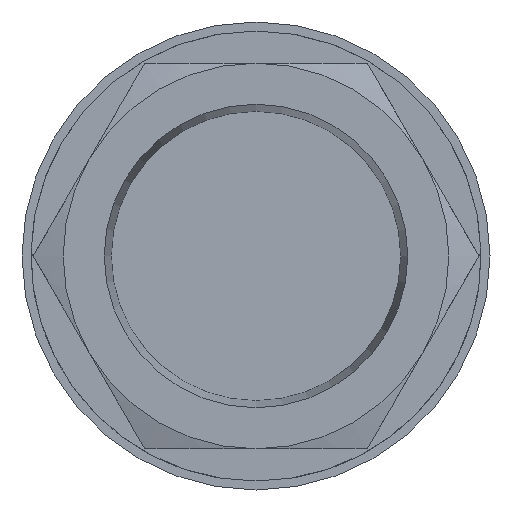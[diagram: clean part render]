
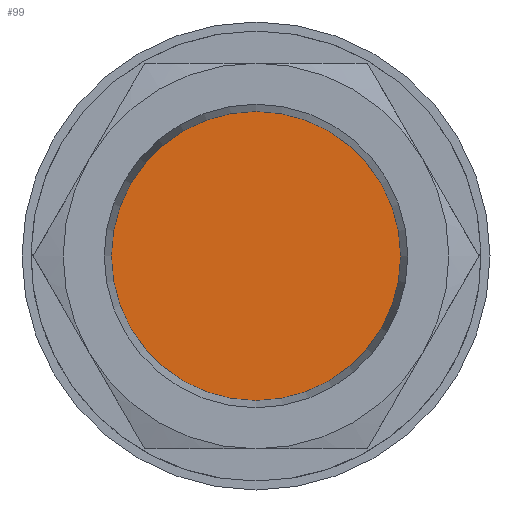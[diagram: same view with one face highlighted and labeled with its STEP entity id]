
A CAD part, left-side view. The second image highlights one B-rep face of the part: STEP entity #99.
In plain terms, the highlighted planar face has unit normal (-1, 0, 0).
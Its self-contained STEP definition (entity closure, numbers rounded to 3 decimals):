
#99 = ADVANCED_FACE( '', ( #205 ), #206, .F. );
#205 = FACE_OUTER_BOUND( '', #304, .T. );
#206 = PLANE( '', #305 );
#304 = EDGE_LOOP( '', ( #497 ) );
#305 = AXIS2_PLACEMENT_3D( '', #498, #499, #500 );
#497 = ORIENTED_EDGE( '', *, *, #567, .F. );
#498 = CARTESIAN_POINT( '', ( 2.5, 0., 0. ) );
#499 = DIRECTION( '', ( 1., 0., 0. ) );
#500 = DIRECTION( '', ( 0., 0., -1. ) );
#567 = EDGE_CURVE( '', #670, #670, #671, .T. );
#670 = VERTEX_POINT( '', #835 );
#671 = CIRCLE( '', #836, 9. );
#835 = CARTESIAN_POINT( '', ( 2.5, 0., -9. ) );
#836 = AXIS2_PLACEMENT_3D( '', #937, #938, #939 );
#937 = CARTESIAN_POINT( '', ( 2.5, 0., 0. ) );
#938 = DIRECTION( '', ( 1., 0., 0. ) );
#939 = DIRECTION( '', ( 0., 0., -1. ) );
